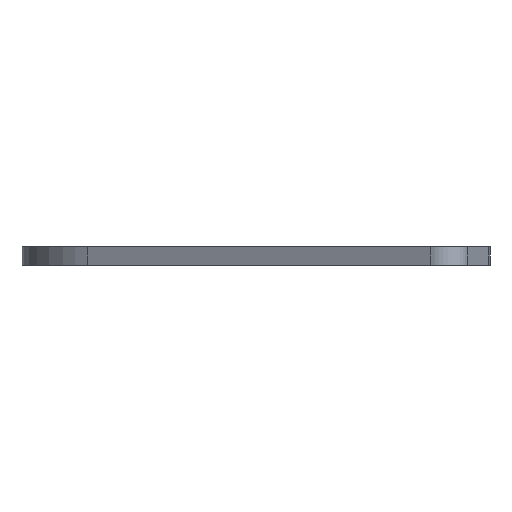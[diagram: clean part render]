
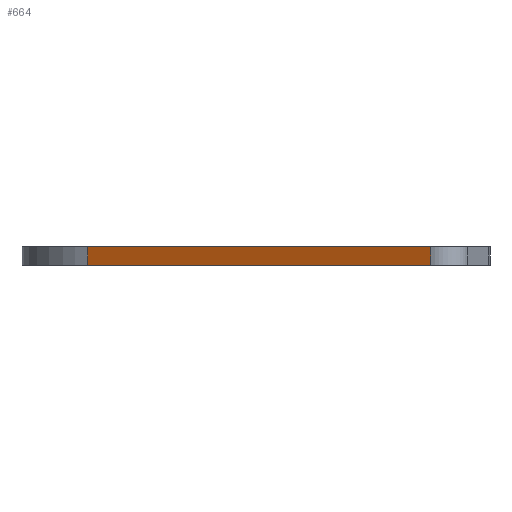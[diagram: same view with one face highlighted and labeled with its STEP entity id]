
A CAD part, front view. The second image highlights one B-rep face of the part: STEP entity #664.
In plain terms, the highlighted planar face has unit normal (-0.493, -0.87, 0).
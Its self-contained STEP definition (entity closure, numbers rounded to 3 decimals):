
#44=PLANE('',#727);
#74=FACE_OUTER_BOUND('',#108,.T.);
#108=EDGE_LOOP('',(#529,#530,#531,#532));
#170=LINE('',#1133,#234);
#171=LINE('',#1136,#235);
#172=LINE('',#1138,#236);
#173=LINE('',#1139,#237);
#234=VECTOR('',#866,10.);
#235=VECTOR('',#869,10.);
#236=VECTOR('',#870,10.);
#237=VECTOR('',#871,10.);
#323=VERTEX_POINT('',#1129);
#324=VERTEX_POINT('',#1131);
#325=VERTEX_POINT('',#1135);
#326=VERTEX_POINT('',#1137);
#410=EDGE_CURVE('',#323,#324,#170,.T.);
#411=EDGE_CURVE('',#325,#323,#171,.T.);
#412=EDGE_CURVE('',#326,#324,#172,.T.);
#413=EDGE_CURVE('',#325,#326,#173,.T.);
#529=ORIENTED_EDGE('',*,*,#411,.T.);
#530=ORIENTED_EDGE('',*,*,#410,.T.);
#531=ORIENTED_EDGE('',*,*,#412,.F.);
#532=ORIENTED_EDGE('',*,*,#413,.F.);
#664=ADVANCED_FACE('',(#74),#44,.T.);
#727=AXIS2_PLACEMENT_3D('',#1134,#867,#868);
#866=DIRECTION('',(0.,0.,1.));
#867=DIRECTION('center_axis',(-0.493,-0.87,0.));
#868=DIRECTION('ref_axis',(0.87,-0.493,0.));
#869=DIRECTION('',(0.87,-0.493,0.));
#870=DIRECTION('',(0.87,-0.493,0.));
#871=DIRECTION('',(0.,0.,1.));
#1129=CARTESIAN_POINT('',(40.109,-16.868,1.6));
#1131=CARTESIAN_POINT('',(40.109,-16.868,3.6));
#1133=CARTESIAN_POINT('',(40.109,-16.868,1.6));
#1134=CARTESIAN_POINT('Origin',(3.234,4.031,1.6));
#1135=CARTESIAN_POINT('',(3.234,4.031,1.6));
#1136=CARTESIAN_POINT('',(3.234,4.031,1.6));
#1137=CARTESIAN_POINT('',(3.234,4.031,3.6));
#1138=CARTESIAN_POINT('',(3.234,4.031,3.6));
#1139=CARTESIAN_POINT('',(3.234,4.031,1.6));
